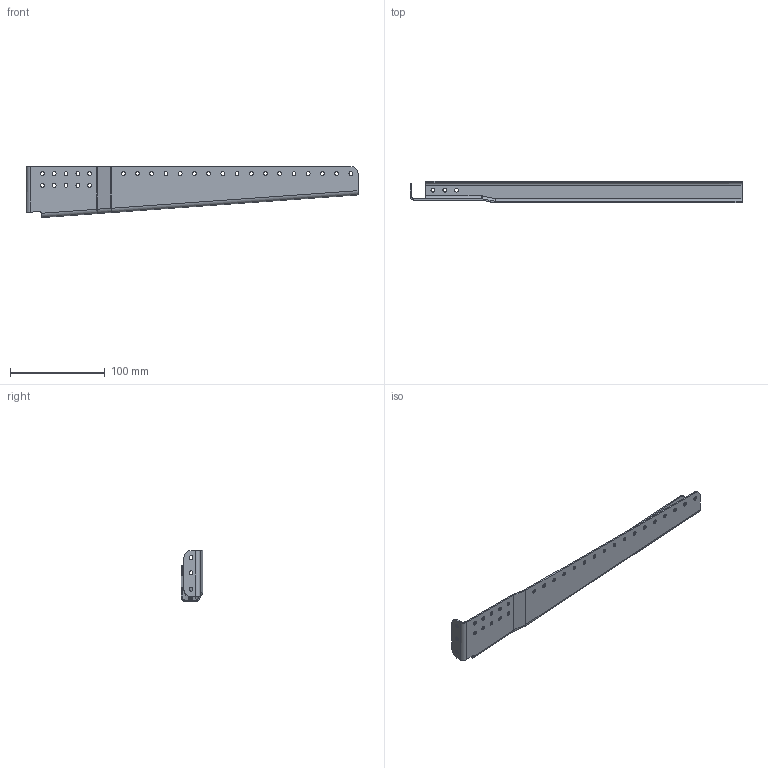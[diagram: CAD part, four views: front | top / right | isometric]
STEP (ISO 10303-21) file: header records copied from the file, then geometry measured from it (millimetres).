
FILE_DESCRIPTION(/* description */ (''),/* implementation_level */ '2;1');
FILE_NAME(/* name */ 'Val8_3.stp',/* time_stamp */ '2021-01-28T12:51:47-05:00',/* author */ ('AN65400'),/* organization */ (''),/* preprocessor_version */ 'ST-DEVELOPER v18.1',/* originating_system */ 'Autodesk Inventor 2021',/* authorisation */ '');
FILE_SCHEMA (('AUTOMOTIVE_DESIGN { 1 0 10303 214 3 1 1 }'));
Length unit declared in the file: millimetre
Products named in the file (1): Val8_3
Bounding box: 350 x 23 x 53.8 mm (x, y, z)
Volume: 37858.8 mm3; surface area: 52384.6 mm2
Topology: 1 solids, 1 shells, 75 faces, 245 edges, 172 vertices
Faces by surface type: cylinder 53, plane 18, sphere 2, bspline 2
Full cylindrical faces by diameter (mm): 4 x33
Entity records: 3024 total; most frequent: CARTESIAN_POINT 543, DIRECTION 535, ORIENTED_EDGE 490, EDGE_CURVE 245, AXIS2_PLACEMENT_3D 218, VERTEX_POINT 172, EDGE_LOOP 141, CIRCLE 132
